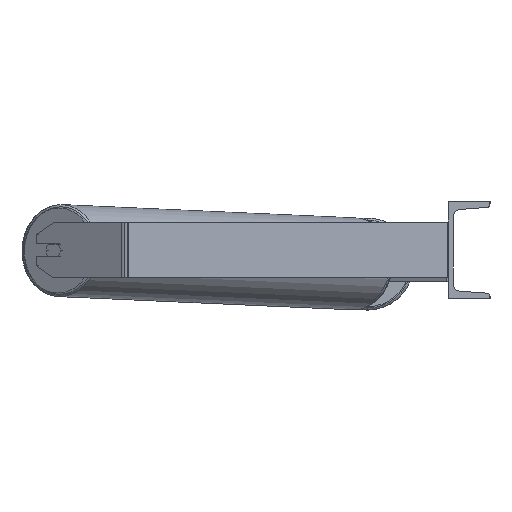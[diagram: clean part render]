
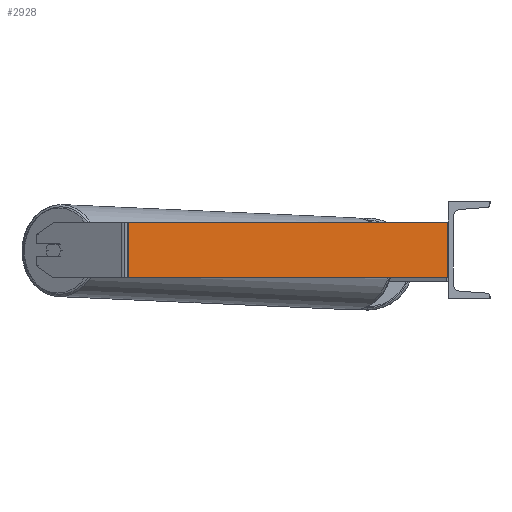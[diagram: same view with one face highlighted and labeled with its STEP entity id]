
A CAD part, left-side view. The second image highlights one B-rep face of the part: STEP entity #2928.
In plain terms, the highlighted planar face has unit normal (-0.996, -0.087, 0).
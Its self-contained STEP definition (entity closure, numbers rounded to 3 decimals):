
#165 = ORIENTED_EDGE ( 'NONE', *, *, #9147, .T. ) ;
#354 = VECTOR ( 'NONE', #3761, 1000. ) ;
#749 = CARTESIAN_POINT ( 'NONE',  ( -1125.884, 467.308, -40. ) ) ;
#766 = VERTEX_POINT ( 'NONE', #7485 ) ;
#767 = CARTESIAN_POINT ( 'NONE',  ( -1125.377, 461.507, -40. ) ) ;
#833 = CARTESIAN_POINT ( 'NONE',  ( -1085., 0., 40. ) ) ;
#921 = CARTESIAN_POINT ( 'NONE',  ( -1125.377, 461.507, 40. ) ) ;
#1152 = VECTOR ( 'NONE', #7712, 1000. ) ;
#2774 = ORIENTED_EDGE ( 'NONE', *, *, #7888, .T. ) ;
#2788 = ORIENTED_EDGE ( 'NONE', *, *, #7763, .F. ) ;
#2928 = ADVANCED_FACE ( 'NONE', ( #6775 ), #8090, .F. ) ;
#3018 = LINE ( 'NONE', #921, #4379 ) ;
#3209 = VERTEX_POINT ( 'NONE', #6400 ) ;
#3249 = DIRECTION ( 'NONE',  ( -0.087, 0.996, 0. ) ) ;
#3761 = DIRECTION ( 'NONE',  ( 0.087, -0.996, 0. ) ) ;
#3967 = CARTESIAN_POINT ( 'NONE',  ( -1125.884, 467.308, 40. ) ) ;
#4379 = VECTOR ( 'NONE', #6586, 1000. ) ;
#4402 = VECTOR ( 'NONE', #4420, 1000. ) ;
#4420 = DIRECTION ( 'NONE',  ( 0.087, -0.996, 0. ) ) ;
#4455 = LINE ( 'NONE', #7270, #354 ) ;
#4528 = CARTESIAN_POINT ( 'NONE',  ( -1125.377, 461.507, 40. ) ) ;
#4564 = DIRECTION ( 'NONE',  ( 0.996, 0.087, 0. ) ) ;
#4922 = LINE ( 'NONE', #833, #1152 ) ;
#5282 = VERTEX_POINT ( 'NONE', #4528 ) ;
#5573 = EDGE_CURVE ( 'NONE', #5282, #3209, #4455, .T. ) ;
#6365 = ORIENTED_EDGE ( 'NONE', *, *, #5573, .F. ) ;
#6400 = CARTESIAN_POINT ( 'NONE',  ( -1085., 0., 40. ) ) ;
#6586 = DIRECTION ( 'NONE',  ( 0., 0., -1. ) ) ;
#6775 = FACE_OUTER_BOUND ( 'NONE', #7302, .T. ) ;
#6860 = AXIS2_PLACEMENT_3D ( 'NONE', #3967, #4564, #3249 ) ;
#7055 = LINE ( 'NONE', #749, #4402 ) ;
#7171 = VERTEX_POINT ( 'NONE', #767 ) ;
#7270 = CARTESIAN_POINT ( 'NONE',  ( -1125.884, 467.308, 40. ) ) ;
#7302 = EDGE_LOOP ( 'NONE', ( #165, #2788, #6365, #2774 ) ) ;
#7485 = CARTESIAN_POINT ( 'NONE',  ( -1085., 0., -40. ) ) ;
#7712 = DIRECTION ( 'NONE',  ( 0., 0., -1. ) ) ;
#7763 = EDGE_CURVE ( 'NONE', #3209, #766, #4922, .T. ) ;
#7888 = EDGE_CURVE ( 'NONE', #5282, #7171, #3018, .T. ) ;
#8090 = PLANE ( 'NONE',  #6860 ) ;
#9147 = EDGE_CURVE ( 'NONE', #7171, #766, #7055, .T. ) ;
